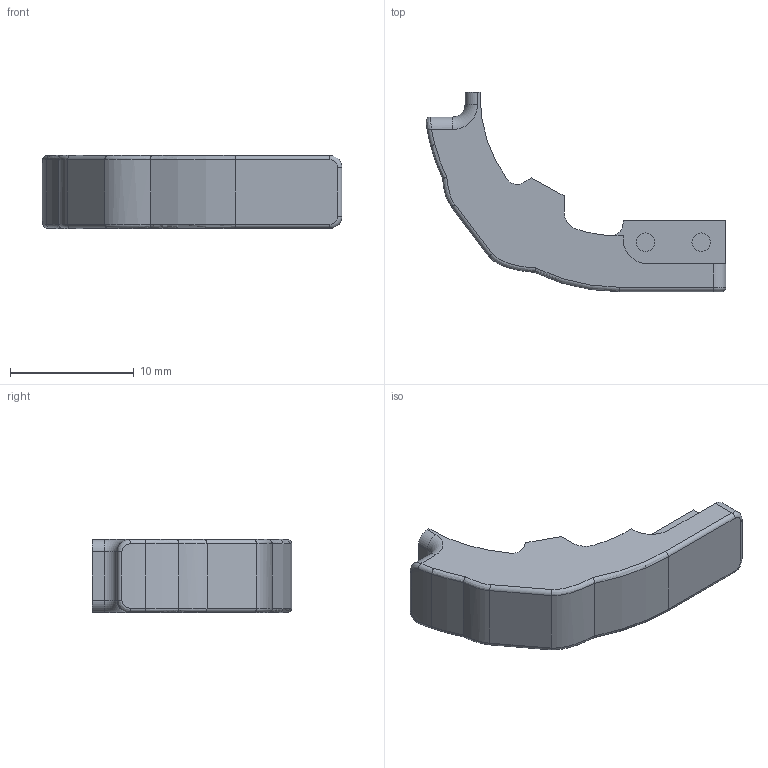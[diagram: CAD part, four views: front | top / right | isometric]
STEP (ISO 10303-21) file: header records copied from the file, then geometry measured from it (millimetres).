
FILE_DESCRIPTION(/* description */ ('STEP AP242','CAx-IF Rec.Pracs.---Representation and Presentation of Product Manufacturing Information (PMI)---4.0---2014-10-13','CAx-IF Rec.Pracs.---3D Tessellated Geometry---0.4---2014-09-14','2;1'),/* implementation_level */ '2;1');
FILE_NAME(/* name */ '6768528e70560f2847d4421e',/* time_stamp */ '2024-12-22T17:55:26Z',/* author */ (''),/* organization */ (''),/* preprocessor_version */ 'ST-DEVELOPER v20',/* originating_system */ 'ONSHAPE BY PTC INC, 1.191',/* authorisation */ ' ');
FILE_SCHEMA (('AP242_MANAGED_MODEL_BASED_3D_ENGINEERING_MIM_LF { 1 0 10303 442 1 1 4 }'));
Length unit declared in the file: metre
Products named in the file (1): LT
Bounding box: 24.24 x 16.11 x 5.9 mm (x, y, z)
Volume: 812.6 mm3; surface area: 729.8 mm2
Topology: 1 solids, 1 shells, 62 faces, 150 edges, 92 vertices
Faces by surface type: cylinder 23, plane 20, bspline 11, torus 8
Full cylindrical faces by diameter (mm): 1.5 x2
Entity records: 1965 total; most frequent: CARTESIAN_POINT 553, ORIENTED_EDGE 296, DIRECTION 279, EDGE_CURVE 148, AXIS2_PLACEMENT_3D 104, VERTEX_POINT 92, LINE 71, VECTOR 71
